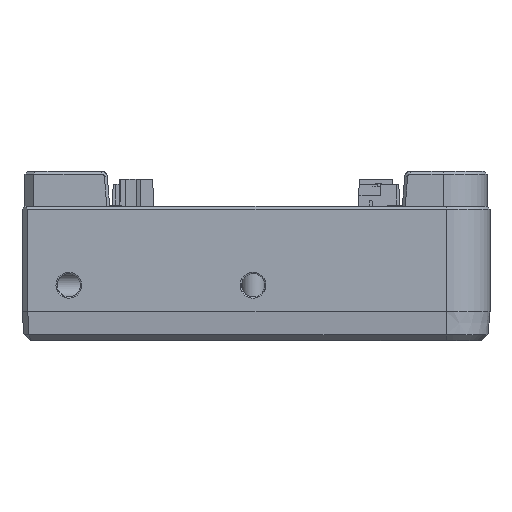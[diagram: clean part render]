
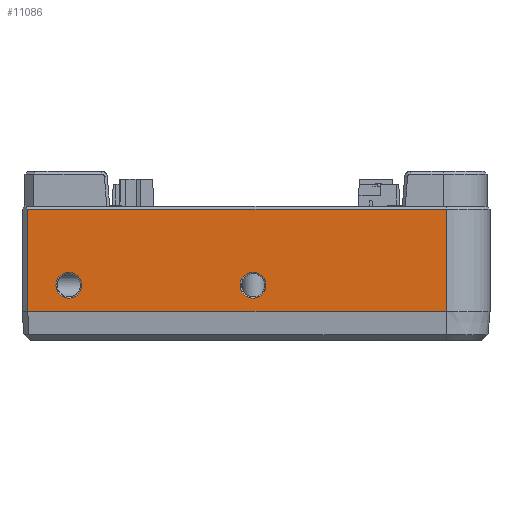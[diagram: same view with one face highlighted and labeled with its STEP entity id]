
A CAD part, front view. The second image highlights one B-rep face of the part: STEP entity #11086.
In plain terms, the highlighted planar face has unit normal (0, -1, 0).
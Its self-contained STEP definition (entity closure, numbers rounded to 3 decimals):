
#5823=PLANE('',#22987);
#7403=LINE('',#29511,#9099);
#7404=LINE('',#29514,#9100);
#7405=LINE('',#29516,#9101);
#7406=LINE('',#29518,#9102);
#9099=VECTOR('',#24734,1.);
#9100=VECTOR('',#24735,1.);
#9101=VECTOR('',#24736,1.);
#9102=VECTOR('',#24737,1.);
#10735=CIRCLE('',#22985,4.4);
#10736=CIRCLE('',#22986,4.4);
#11086=ADVANCED_FACE('',(#12259,#12260,#12261),#5823,.T.);
#12259=FACE_BOUND('',#12497,.T.);
#12260=FACE_BOUND('',#12498,.T.);
#12261=FACE_BOUND('',#12499,.T.);
#12497=EDGE_LOOP('',(#13720));
#12498=EDGE_LOOP('',(#13721));
#12499=EDGE_LOOP('',(#13722,#13723,#13724,#13725));
#13720=ORIENTED_EDGE('',*,*,#20350,.T.);
#13721=ORIENTED_EDGE('',*,*,#20351,.T.);
#13722=ORIENTED_EDGE('',*,*,#20352,.T.);
#13723=ORIENTED_EDGE('',*,*,#20353,.T.);
#13724=ORIENTED_EDGE('',*,*,#20354,.T.);
#13725=ORIENTED_EDGE('',*,*,#20355,.F.);
#18674=VERTEX_POINT('',#29508);
#18675=VERTEX_POINT('',#29510);
#18676=VERTEX_POINT('',#29512);
#18677=VERTEX_POINT('',#29513);
#18678=VERTEX_POINT('',#29515);
#18679=VERTEX_POINT('',#29517);
#20350=EDGE_CURVE('',#18674,#18674,#10735,.T.);
#20351=EDGE_CURVE('',#18675,#18675,#10736,.T.);
#20352=EDGE_CURVE('',#18676,#18677,#7403,.T.);
#20353=EDGE_CURVE('',#18677,#18678,#7404,.T.);
#20354=EDGE_CURVE('',#18678,#18679,#7405,.T.);
#20355=EDGE_CURVE('',#18676,#18679,#7406,.T.);
#22985=AXIS2_PLACEMENT_3D('',#29507,#24730,#24731);
#22986=AXIS2_PLACEMENT_3D('',#29509,#24732,#24733);
#22987=AXIS2_PLACEMENT_3D('',#29519,#24738,#24739);
#24730=DIRECTION('',(0.,1.,0.));
#24731=DIRECTION('',(0.,0.,1.));
#24732=DIRECTION('',(0.,1.,0.));
#24733=DIRECTION('',(0.,0.,1.));
#24734=DIRECTION('',(0.,0.,1.));
#24735=DIRECTION('',(-1.,0.,0.));
#24736=DIRECTION('',(0.,0.,-1.));
#24737=DIRECTION('',(-1.,0.,0.));
#24738=DIRECTION('',(0.,-1.,0.));
#24739=DIRECTION('',(0.,0.,1.));
#29507=CARTESIAN_POINT('',(-64.,-119.,-27.));
#29508=CARTESIAN_POINT('',(-64.,-119.,-22.6));
#29509=CARTESIAN_POINT('',(-1.,-119.,-27.));
#29510=CARTESIAN_POINT('',(-1.,-119.,-22.6));
#29511=CARTESIAN_POINT('',(65.,-119.,-46.));
#29512=CARTESIAN_POINT('',(65.,-119.,-36.));
#29513=CARTESIAN_POINT('',(65.,-119.,-1.));
#29514=CARTESIAN_POINT('',(-78.,-119.,-1.));
#29515=CARTESIAN_POINT('',(-78.,-119.,-1.));
#29516=CARTESIAN_POINT('',(-78.,-119.,-46.));
#29517=CARTESIAN_POINT('',(-78.,-119.,-36.));
#29518=CARTESIAN_POINT('',(-70.,-119.,-36.));
#29519=CARTESIAN_POINT('',(-70.,-119.,-46.));
